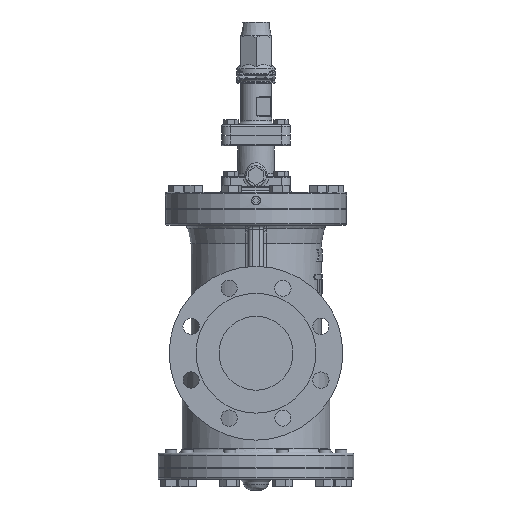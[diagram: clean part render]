
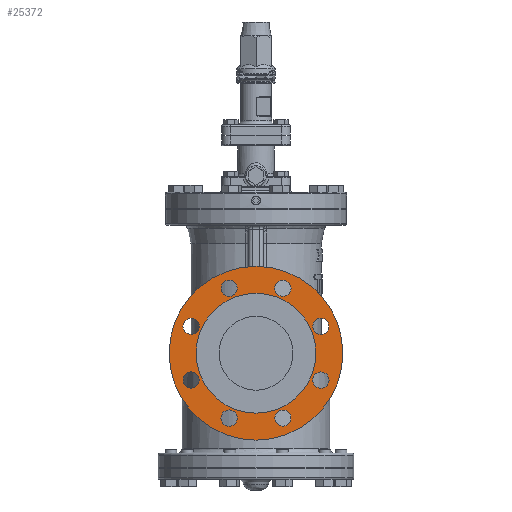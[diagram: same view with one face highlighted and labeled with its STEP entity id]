
A CAD part, left-side view. The second image highlights one B-rep face of the part: STEP entity #25372.
In plain terms, the highlighted planar face has unit normal (-1, 0, 0).
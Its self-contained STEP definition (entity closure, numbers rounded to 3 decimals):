
#24935=CARTESIAN_POINT('',(-172.0,-79.99,28.577));
#24936=VERTEX_POINT('',#24935);
#24937=CARTESIAN_POINT('',(-172.0,-87.769,36.355));
#24938=DIRECTION('',(1.,0.0,0.0));
#24939=DIRECTION('',(0.0,-0.707,0.707));
#24940=AXIS2_PLACEMENT_3D('',#24937,#24938,#24939);
#24941=CIRCLE('',#24940,11.0);
#24942=EDGE_CURVE('',#24936,#24936,#24941,.T.);
#24984=CARTESIAN_POINT('',(-172.0,-76.769,-36.355));
#24985=VERTEX_POINT('',#24984);
#24986=CARTESIAN_POINT('',(-172.0,-87.769,-36.355));
#24987=DIRECTION('',(1.0,0.0,0.0));
#24988=DIRECTION('',(0.0,-1.0,0.0));
#24989=AXIS2_PLACEMENT_3D('',#24986,#24987,#24988);
#24990=CIRCLE('',#24989,11.0);
#24991=EDGE_CURVE('',#24985,#24985,#24990,.T.);
#25033=CARTESIAN_POINT('',(-172.0,-28.577,-79.99));
#25034=VERTEX_POINT('',#25033);
#25035=CARTESIAN_POINT('',(-172.0,-36.355,-87.769));
#25036=DIRECTION('',(1.0,0.0,0.0));
#25037=DIRECTION('',(0.0,-0.707,-0.707));
#25038=AXIS2_PLACEMENT_3D('',#25035,#25036,#25037);
#25039=CIRCLE('',#25038,11.);
#25040=EDGE_CURVE('',#25034,#25034,#25039,.T.);
#25082=CARTESIAN_POINT('',(-172.0,36.355,-76.769));
#25083=VERTEX_POINT('',#25082);
#25084=CARTESIAN_POINT('',(-172.0,36.355,-87.769));
#25085=DIRECTION('',(1.0,0.0,0.0));
#25086=DIRECTION('',(0.0,0.0,-1.0));
#25087=AXIS2_PLACEMENT_3D('',#25084,#25085,#25086);
#25088=CIRCLE('',#25087,11.0);
#25089=EDGE_CURVE('',#25083,#25083,#25088,.T.);
#25131=CARTESIAN_POINT('',(-172.0,79.99,-28.577));
#25132=VERTEX_POINT('',#25131);
#25133=CARTESIAN_POINT('',(-172.0,87.769,-36.355));
#25134=DIRECTION('',(1.0,0.0,0.0));
#25135=DIRECTION('',(0.0,0.707,-0.707));
#25136=AXIS2_PLACEMENT_3D('',#25133,#25134,#25135);
#25137=CIRCLE('',#25136,11.);
#25138=EDGE_CURVE('',#25132,#25132,#25137,.T.);
#25180=CARTESIAN_POINT('',(-172.0,76.769,36.355));
#25181=VERTEX_POINT('',#25180);
#25182=CARTESIAN_POINT('',(-172.0,87.769,36.355));
#25183=DIRECTION('',(1.0,0.0,0.0));
#25184=DIRECTION('',(0.0,1.0,0.0));
#25185=AXIS2_PLACEMENT_3D('',#25182,#25183,#25184);
#25186=CIRCLE('',#25185,11.0);
#25187=EDGE_CURVE('',#25181,#25181,#25186,.T.);
#25229=CARTESIAN_POINT('',(-172.0,28.577,79.99));
#25230=VERTEX_POINT('',#25229);
#25231=CARTESIAN_POINT('',(-172.0,36.355,87.769));
#25232=DIRECTION('',(1.0,0.0,0.0));
#25233=DIRECTION('',(0.0,0.707,0.707));
#25234=AXIS2_PLACEMENT_3D('',#25231,#25232,#25233);
#25235=CIRCLE('',#25234,11.);
#25236=EDGE_CURVE('',#25230,#25230,#25235,.T.);
#25278=CARTESIAN_POINT('',(-172.0,-36.355,76.769));
#25279=VERTEX_POINT('',#25278);
#25280=CARTESIAN_POINT('',(-172.0,-36.355,87.769));
#25281=DIRECTION('',(1.0,0.0,0.0));
#25282=DIRECTION('',(0.0,0.0,1.0));
#25283=AXIS2_PLACEMENT_3D('',#25280,#25281,#25282);
#25284=CIRCLE('',#25283,11.0);
#25285=EDGE_CURVE('',#25279,#25279,#25284,.T.);
#25306=CARTESIAN_POINT('',(-172.0,0.,81.0));
#25307=VERTEX_POINT('',#25306);
#25308=CARTESIAN_POINT('',(-172.0,0.0,0.0));
#25309=DIRECTION('',(-1.0,0.0,0.0));
#25310=DIRECTION('',(0.0,0.0,-1.0));
#25311=AXIS2_PLACEMENT_3D('',#25308,#25309,#25310);
#25312=CIRCLE('',#25311,81.0);
#25313=EDGE_CURVE('',#25307,#25307,#25312,.T.);
#25329=CARTESIAN_POINT('',(-172.0,0.0,0.0));
#25330=DIRECTION('',(1.0,0.0,0.0));
#25331=DIRECTION('',(0.0,0.0,-1.0));
#25332=AXIS2_PLACEMENT_3D('',#25329,#25330,#25331);
#25333=PLANE('',#25332);
#25334=CARTESIAN_POINT('',(-172.0,0.,117.5));
#25335=VERTEX_POINT('',#25334);
#25336=CARTESIAN_POINT('',(-172.0,0.0,0.0));
#25337=DIRECTION('',(1.0,0.0,0.0));
#25338=DIRECTION('',(0.0,-1.0,0.0));
#25339=AXIS2_PLACEMENT_3D('',#25336,#25337,#25338);
#25340=CIRCLE('',#25339,117.5);
#25341=EDGE_CURVE('',#25335,#25335,#25340,.T.);
#25342=ORIENTED_EDGE('',*,*,#25341,.F.);
#25343=EDGE_LOOP('',(#25342));
#25344=FACE_OUTER_BOUND('',#25343,.T.);
#25345=ORIENTED_EDGE('',*,*,#24942,.T.);
#25346=EDGE_LOOP('',(#25345));
#25347=FACE_BOUND('',#25346,.T.);
#25348=ORIENTED_EDGE('',*,*,#24991,.T.);
#25349=EDGE_LOOP('',(#25348));
#25350=FACE_BOUND('',#25349,.T.);
#25351=ORIENTED_EDGE('',*,*,#25040,.T.);
#25352=EDGE_LOOP('',(#25351));
#25353=FACE_BOUND('',#25352,.T.);
#25354=ORIENTED_EDGE('',*,*,#25089,.T.);
#25355=EDGE_LOOP('',(#25354));
#25356=FACE_BOUND('',#25355,.T.);
#25357=ORIENTED_EDGE('',*,*,#25138,.T.);
#25358=EDGE_LOOP('',(#25357));
#25359=FACE_BOUND('',#25358,.T.);
#25360=ORIENTED_EDGE('',*,*,#25187,.T.);
#25361=EDGE_LOOP('',(#25360));
#25362=FACE_BOUND('',#25361,.T.);
#25363=ORIENTED_EDGE('',*,*,#25236,.T.);
#25364=EDGE_LOOP('',(#25363));
#25365=FACE_BOUND('',#25364,.T.);
#25366=ORIENTED_EDGE('',*,*,#25285,.T.);
#25367=EDGE_LOOP('',(#25366));
#25368=FACE_BOUND('',#25367,.T.);
#25369=ORIENTED_EDGE('',*,*,#25313,.F.);
#25370=EDGE_LOOP('',(#25369));
#25371=FACE_BOUND('',#25370,.T.);
#25372=ADVANCED_FACE('',(#25344,#25347,#25350,#25353,#25356,#25359,#25362,#25365,#25368,#25371),#25333,.F.);
